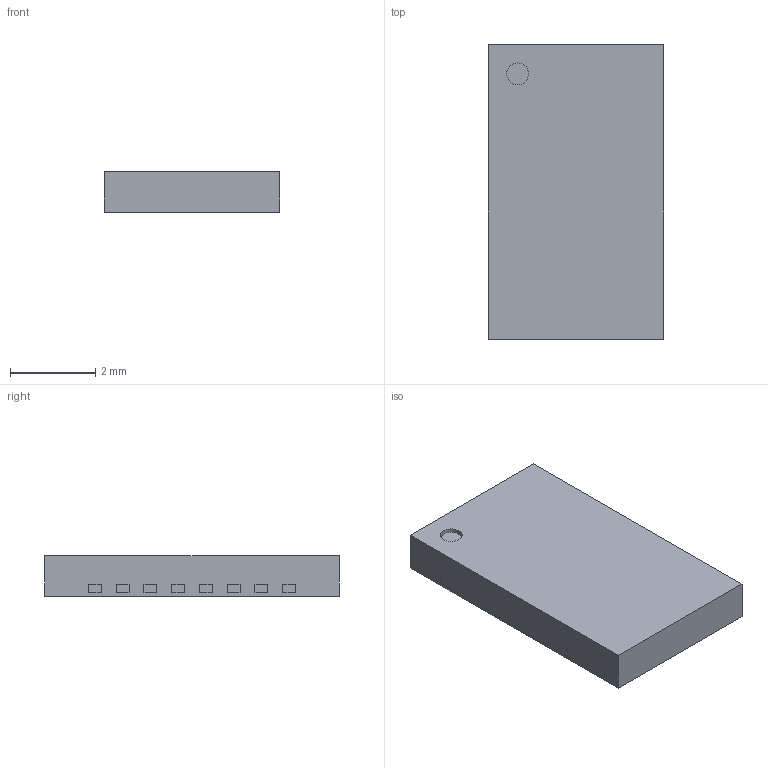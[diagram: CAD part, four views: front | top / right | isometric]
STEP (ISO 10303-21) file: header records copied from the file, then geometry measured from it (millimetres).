
FILE_DESCRIPTION(('Open CASCADE Model'),'2;1');
FILE_NAME('Open CASCADE Shape Model','2026-02-04T08:59:53',('Author'),( 'Open CASCADE'),'Open CASCADE STEP processor 7.5','Open CASCADE 7.5' ,'Unknown');
FILE_SCHEMA(('AUTOMOTIVE_DESIGN { 1 0 10303 214 1 1 1 1 }'));
Length unit declared in the file: millimetre
Products named in the file (10): PCB; Designator1; 10617185536; Open CASCADE STEP translator 7.5 16.1; Body; Open CASCADE STEP translator 7.5 16.2.1; Thermal Shape; Pin Shape; Open CASCADE STEP translator 7.5 16.4.1; Open CASCADE STEP translator 7.5 16.4.2
Assembly tree (23 placements, depth 4):
  PCB
  Designator1
    10617185536
      Open CASCADE STEP translator 7.5 16.1
      Body
        Open CASCADE STEP translator 7.5 16.2.1
      Thermal Shape
      Pin Shape  x16
        Open CASCADE STEP translator 7.5 16.4.1
        Open CASCADE STEP translator 7.5 16.4.2
Bounding box: 4.1 x 6.9 x 0.94 mm (x, y, z)
Volume: 26.6 mm3; surface area: 102.6 mm2
Topology: 18 solids, 35 shells, 128 faces, 287 edges, 213 vertices
Faces by surface type: plane 127, cylinder 1
Full cylindrical faces by diameter (mm): 0.512 x1
Entity records: 932 total; most frequent: DIRECTION 144, CARTESIAN_POINT 127, ORIENTED_EDGE 89, AXIS2_PLACEMENT_3D 50, EDGE_CURVE 47, LINE 44, VECTOR 44, PRODUCT_DEFINITION_SHAPE 33
